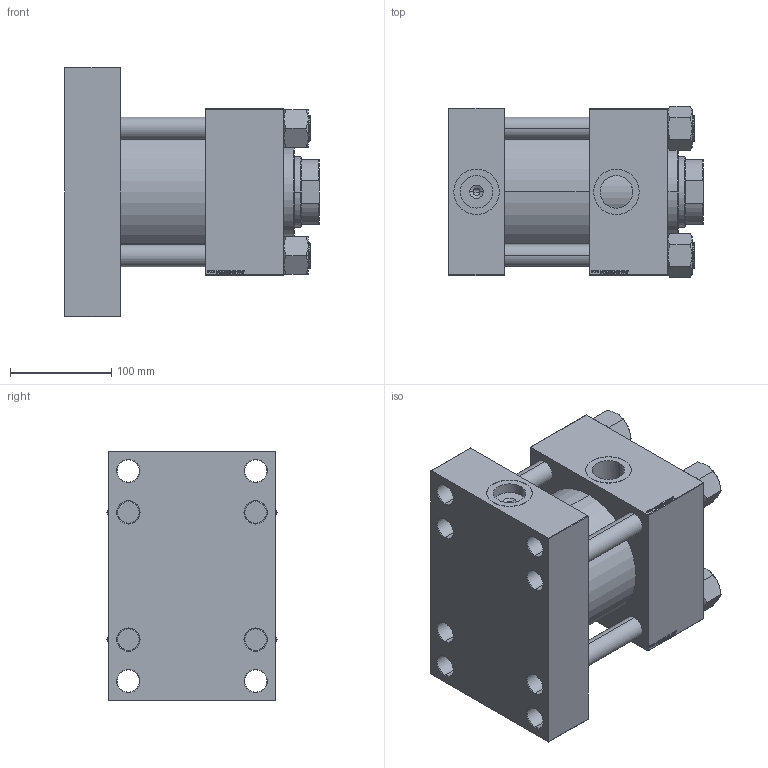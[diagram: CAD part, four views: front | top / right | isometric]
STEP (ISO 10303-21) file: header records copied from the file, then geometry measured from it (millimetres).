
FILE_DESCRIPTION (( 'STEP AP203' ), '1' );
FILE_NAME ('106c.STEP', '2022-04-14T08:54:37', ( '' ), ( '' ), 'SwSTEP 2.0', 'SolidWorks 2019', '' );
FILE_SCHEMA (( 'CONFIG_CONTROL_DESIGN' ));
Length unit declared in the file: millimetre
Products named in the file (6): V215CR_VCP_E 940cff57caad2dcdea4b2cf533104952; 106c; V215_VC_A 940cff57caad2dcdea4b2cf533104952; V215CR_TYCINKA_E 940cff57caad2dcdea4b2cf533104952; NUT_M5_E 940cff57caad2dcdea4b2cf533104952; V215CR_E_Body 940cff57caad2dcdea4b2cf533104952
Assembly tree (11 placements, depth 2):
  106c
    V215CR_E_Body 940cff57caad2dcdea4b2cf533104952
    V215CR_VCP_E 940cff57caad2dcdea4b2cf533104952
    V215CR_TYCINKA_E 940cff57caad2dcdea4b2cf533104952  x4
    NUT_M5_E 940cff57caad2dcdea4b2cf533104952  x4
    V215_VC_A 940cff57caad2dcdea4b2cf533104952
Bounding box: 252 x 169.14 x 247 mm (x, y, z)
Volume: 5283168.9 mm3; surface area: 579877.9 mm2
Topology: 11 solids, 11 shells, 1190 faces, 3030 edges, 1969 vertices
Faces by surface type: plane 548, bspline 392, cone 152, cylinder 90, torus 8
Entity records: 50714 total; most frequent: CARTESIAN_POINT 27262, ORIENTED_EDGE 5324, DIRECTION 3384, EDGE_CURVE 2662, VERTEX_POINT 1747, VECTOR 1586, LINE 1586, EDGE_LOOP 1169
